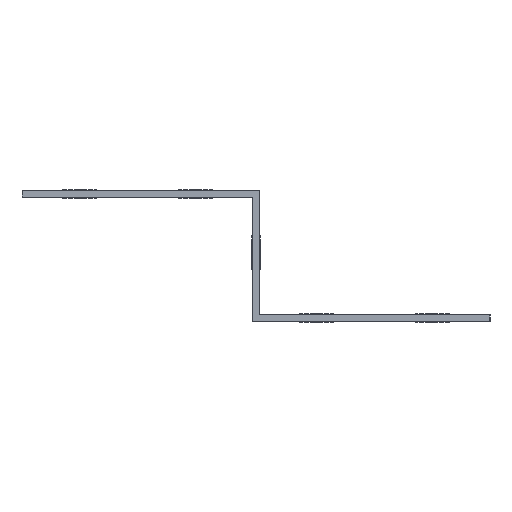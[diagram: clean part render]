
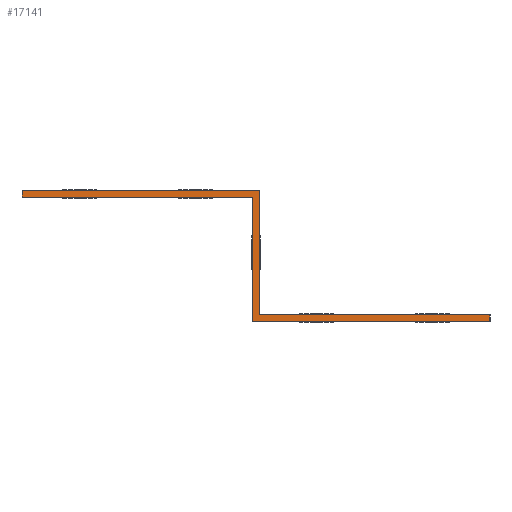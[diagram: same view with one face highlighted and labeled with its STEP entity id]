
A CAD part, left-side view. The second image highlights one B-rep face of the part: STEP entity #17141.
In plain terms, the highlighted planar face has unit normal (-1, 0, 0).
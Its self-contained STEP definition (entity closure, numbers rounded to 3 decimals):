
#1225=FACE_OUTER_BOUND('',#1985,.T.);
#1985=EDGE_LOOP('',(#14711,#14712,#14713,#14714,#14715,#14716,#14717,#14718));
#4688=LINE('',#31306,#6212);
#4693=LINE('',#31315,#6217);
#4694=LINE('',#31318,#6218);
#4697=LINE('',#31324,#6221);
#4701=LINE('',#31333,#6225);
#4708=LINE('',#31345,#6232);
#4709=LINE('',#31347,#6233);
#4710=LINE('',#31349,#6234);
#6212=VECTOR('',#24809,1.);
#6217=VECTOR('',#24816,1.);
#6218=VECTOR('',#24819,1.);
#6221=VECTOR('',#24824,1.);
#6225=VECTOR('',#24830,1.);
#6232=VECTOR('',#24841,1.);
#6233=VECTOR('',#24844,1.);
#6234=VECTOR('',#24847,1.);
#8635=VERTEX_POINT('',#31302);
#8637=VERTEX_POINT('',#31305);
#8639=VERTEX_POINT('',#31311);
#8641=VERTEX_POINT('',#31317);
#8643=VERTEX_POINT('',#31323);
#8646=VERTEX_POINT('',#31330);
#8647=VERTEX_POINT('',#31332);
#8650=VERTEX_POINT('',#31343);
#11652=EDGE_CURVE('',#8637,#8635,#4688,.T.);
#11657=EDGE_CURVE('',#8637,#8639,#4693,.T.);
#11658=EDGE_CURVE('',#8641,#8639,#4694,.T.);
#11661=EDGE_CURVE('',#8643,#8641,#4697,.T.);
#11665=EDGE_CURVE('',#8646,#8647,#4701,.T.);
#11672=EDGE_CURVE('',#8650,#8635,#4708,.T.);
#11673=EDGE_CURVE('',#8647,#8650,#4709,.T.);
#11674=EDGE_CURVE('',#8646,#8643,#4710,.T.);
#14711=ORIENTED_EDGE('',*,*,#11674,.T.);
#14712=ORIENTED_EDGE('',*,*,#11661,.T.);
#14713=ORIENTED_EDGE('',*,*,#11658,.T.);
#14714=ORIENTED_EDGE('',*,*,#11657,.F.);
#14715=ORIENTED_EDGE('',*,*,#11652,.T.);
#14716=ORIENTED_EDGE('',*,*,#11672,.F.);
#14717=ORIENTED_EDGE('',*,*,#11673,.F.);
#14718=ORIENTED_EDGE('',*,*,#11665,.F.);
#16381=PLANE('',#20302);
#17141=ADVANCED_FACE('',(#1225),#16381,.F.);
#20302=AXIS2_PLACEMENT_3D('',#31348,#24845,#24846);
#24809=DIRECTION('',(0.,-1.,0.));
#24816=DIRECTION('',(0.,0.,1.));
#24819=DIRECTION('',(0.,1.,0.));
#24824=DIRECTION('',(0.,0.,1.));
#24830=DIRECTION('',(0.,0.,-1.));
#24841=DIRECTION('',(0.,0.,1.));
#24844=DIRECTION('',(0.,1.,0.));
#24845=DIRECTION('center_axis',(1.,0.,0.));
#24846=DIRECTION('ref_axis',(0.,0.,-1.));
#24847=DIRECTION('',(0.,1.,0.));
#31302=CARTESIAN_POINT('',(37.167,52.756,25.667));
#31305=CARTESIAN_POINT('',(37.167,100.406,25.667));
#31306=CARTESIAN_POINT('',(37.167,46.668,25.667));
#31311=CARTESIAN_POINT('',(37.167,100.406,27.017));
#31315=CARTESIAN_POINT('',(37.167,100.406,25.667));
#31317=CARTESIAN_POINT('',(37.167,51.406,27.017));
#31318=CARTESIAN_POINT('',(37.167,74.406,27.017));
#31323=CARTESIAN_POINT('',(37.167,51.406,1.367));
#31324=CARTESIAN_POINT('',(37.167,51.406,0.017));
#31330=CARTESIAN_POINT('',(37.167,3.756,1.367));
#31332=CARTESIAN_POINT('',(37.167,3.756,0.017));
#31333=CARTESIAN_POINT('',(37.167,3.756,1.367));
#31343=CARTESIAN_POINT('',(37.167,52.756,0.017));
#31345=CARTESIAN_POINT('',(37.167,52.756,0.017));
#31347=CARTESIAN_POINT('',(37.167,29.756,0.017));
#31348=CARTESIAN_POINT('Origin',(37.167,41.256,0.692));
#31349=CARTESIAN_POINT('',(37.167,41.256,1.367));
